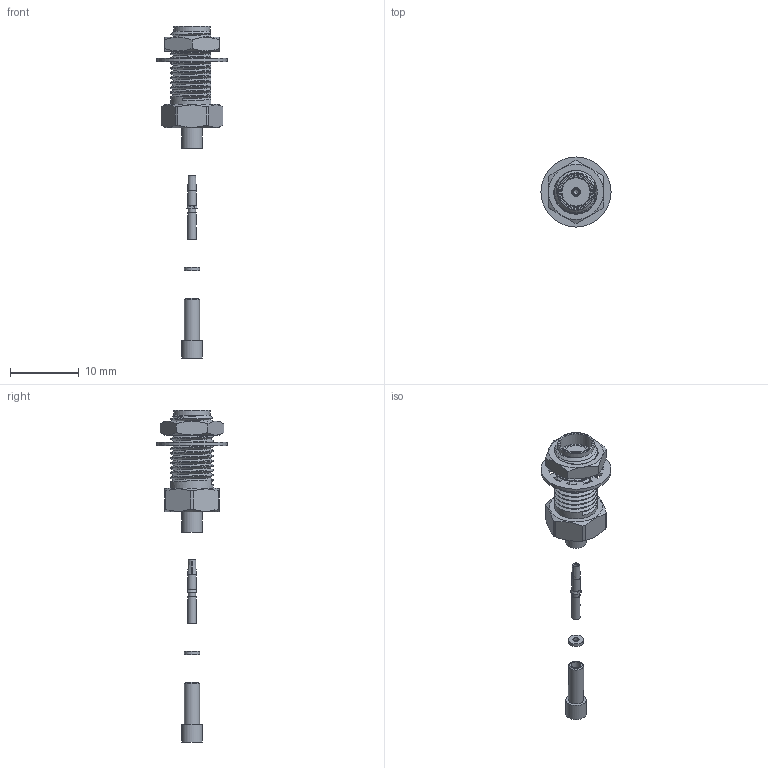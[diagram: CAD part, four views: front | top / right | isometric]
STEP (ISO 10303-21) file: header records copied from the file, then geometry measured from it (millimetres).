
FILE_DESCRIPTION(/* description */ ('Unknown'),/* implementation_level */ '2;1');
FILE_NAME(/* name */ '60326421110420',/* time_stamp */ '2019-03-27T10:14:13+01:00',/* author */ ('Unknown'),/* organization */ ('Unknown'),/* preprocessor_version */ 'ST-DEVELOPER v16.7',/* originating_system */ 'DEX',/* authorisation */ $);
FILE_SCHEMA (('AUTOMOTIVE_DESIGN {1 0 10303 214 3 1 1}'));
Length unit declared in the file: millimetre
Products named in the file (1): 60326421110420
Bounding box: 10.2 x 10.2 x 48.3 mm (x, y, z)
Volume: 539.6 mm3; surface area: 1069 mm2
Topology: 5 solids, 5 shells, 202 faces, 536 edges, 341 vertices
Faces by surface type: plane 79, cylinder 65, cone 36, bspline 21, sphere 1
Full cylindrical faces by diameter (mm): 0.4 x1, 0.6 x1, 0.88 x1, 0.95 x1, 1.05 x1, 1.27 x2, 1.3 x1, 1.45 x1, 2 x1, 2.2 x2, 2.25 x1, 2.3 x1, 3 x2, 4.1 x1, 4.65 x1, 5.33 x1, 10.2 x1
Entity records: 10382 total; most frequent: CARTESIAN_POINT 5819, ORIENTED_EDGE 976, DIRECTION 812, EDGE_CURVE 488, AXIS2_PLACEMENT_3D 333, VERTEX_POINT 330, FACE_BOUND 258, EDGE_LOOP 256
